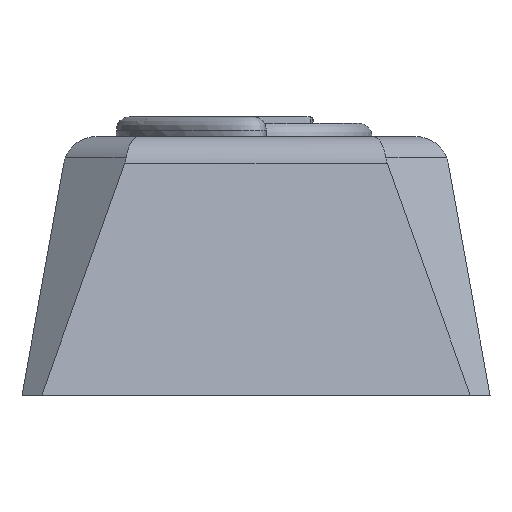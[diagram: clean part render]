
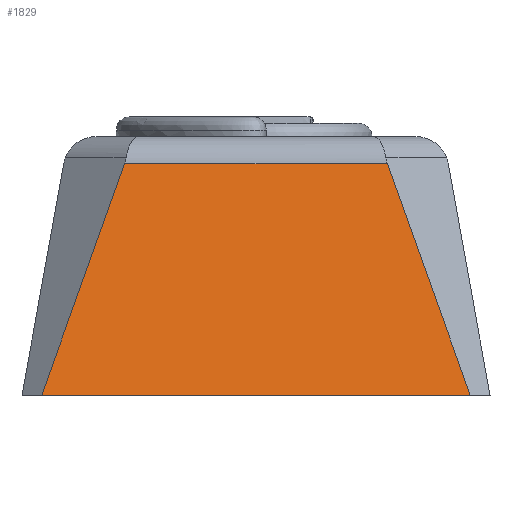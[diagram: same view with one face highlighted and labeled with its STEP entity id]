
A CAD part, left-side view. The second image highlights one B-rep face of the part: STEP entity #1829.
In plain terms, the highlighted planar face has unit normal (-0.984, 0, 0.177).
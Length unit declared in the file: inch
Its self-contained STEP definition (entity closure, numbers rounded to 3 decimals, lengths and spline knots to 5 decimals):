
#261=LINE('',#4268,#464);
#264=LINE('',#4282,#467);
#267=LINE('',#4288,#470);
#268=LINE('',#4289,#471);
#464=VECTOR('',#2367,0.3937);
#467=VECTOR('',#2384,0.3937);
#470=VECTOR('',#2389,0.3937);
#471=VECTOR('',#2390,0.3937);
#569=PLANE('',#1963);
#674=FACE_OUTER_BOUND('',#785,.T.);
#785=EDGE_LOOP('',(#1685,#1686,#1687,#1688));
#950=VERTEX_POINT('',#4265);
#951=VERTEX_POINT('',#4267);
#955=VERTEX_POINT('',#4281);
#957=VERTEX_POINT('',#4287);
#1196=EDGE_CURVE('',#950,#951,#261,.T.);
#1203=EDGE_CURVE('',#955,#951,#264,.T.);
#1206=EDGE_CURVE('',#957,#950,#267,.T.);
#1207=EDGE_CURVE('',#957,#955,#268,.T.);
#1685=ORIENTED_EDGE('',*,*,#1196,.F.);
#1686=ORIENTED_EDGE('',*,*,#1206,.F.);
#1687=ORIENTED_EDGE('',*,*,#1207,.T.);
#1688=ORIENTED_EDGE('',*,*,#1203,.T.);
#1829=ADVANCED_FACE('',(#674),#569,.T.);
#1963=AXIS2_PLACEMENT_3D('',#4286,#2387,#2388);
#2367=DIRECTION('',(0.,-1.,0.));
#2384=DIRECTION('',(0.167,0.332,0.928));
#2387=DIRECTION('center_axis',(-0.984,0.,
0.177));
#2388=DIRECTION('ref_axis',(0.177,0.,0.984));
#2389=DIRECTION('',(0.167,-0.332,0.928));
#2390=DIRECTION('',(0.,-1.,0.));
#4265=CARTESIAN_POINT('',(-0.33209,0.01066,0.35257));
#4267=CARTESIAN_POINT('',(-0.33209,-0.3894,0.35257));
#4268=CARTESIAN_POINT('',(-0.33209,-0.02622,0.35257));
#4281=CARTESIAN_POINT('',(-0.39567,-0.51567,0.));
#4282=CARTESIAN_POINT('',(-0.39567,-0.51567,0.));
#4286=CARTESIAN_POINT('Origin',(-0.39567,0.13693,0.));
#4287=CARTESIAN_POINT('',(-0.39567,0.13693,0.));
#4288=CARTESIAN_POINT('',(-0.39567,0.13693,0.));
#4289=CARTESIAN_POINT('',(-0.39567,0.13693,0.));
